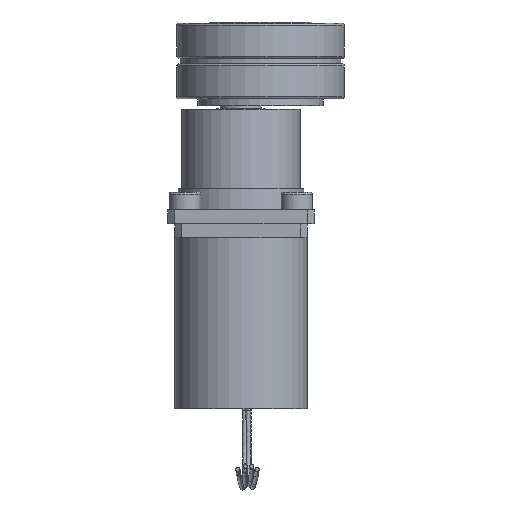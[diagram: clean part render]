
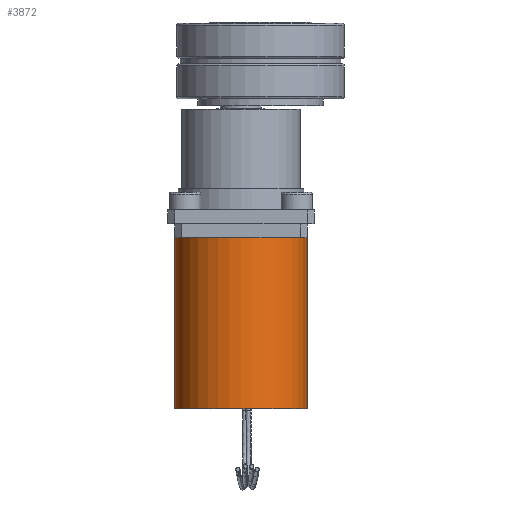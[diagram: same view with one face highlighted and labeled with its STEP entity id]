
A CAD part, front view. The second image highlights one B-rep face of the part: STEP entity #3872.
In plain terms, the highlighted cylindrical face has radius 9.5 mm (diameter 19 mm), a full revolution.
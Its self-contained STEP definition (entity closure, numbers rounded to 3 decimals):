
#322=FACE_BOUND('',#994,.T.);
#681=FACE_OUTER_BOUND('',#993,.T.);
#993=EDGE_LOOP('',(#3219));
#994=EDGE_LOOP('',(#3220,#3221,#3222,#3223));
#1100=CIRCLE('',#3972,9.5);
#1251=CIRCLE('',#4272,9.5);
#1252=CIRCLE('',#4273,9.5);
#1253=CIRCLE('',#4274,9.5);
#1254=CIRCLE('',#4275,9.5);
#1522=VERTEX_POINT('',#6115);
#1791=VERTEX_POINT('',#9260);
#1798=VERTEX_POINT('',#9275);
#1799=VERTEX_POINT('',#9280);
#1800=VERTEX_POINT('',#9282);
#1904=EDGE_CURVE('',#1522,#1522,#1100,.T.);
#2287=EDGE_CURVE('',#1791,#1799,#1251,.T.);
#2288=EDGE_CURVE('',#1800,#1791,#1252,.T.);
#2289=EDGE_CURVE('',#1798,#1800,#1253,.T.);
#2290=EDGE_CURVE('',#1799,#1798,#1254,.T.);
#3219=ORIENTED_EDGE('',*,*,#1904,.T.);
#3220=ORIENTED_EDGE('',*,*,#2287,.F.);
#3221=ORIENTED_EDGE('',*,*,#2288,.F.);
#3222=ORIENTED_EDGE('',*,*,#2289,.F.);
#3223=ORIENTED_EDGE('',*,*,#2290,.F.);
#3471=CYLINDRICAL_SURFACE('',#4271,9.5);
#3872=ADVANCED_FACE('',(#681,#322),#3471,.T.);
#3972=AXIS2_PLACEMENT_3D('',#6116,#4441,#4442);
#4271=AXIS2_PLACEMENT_3D('',#9279,#5083,#5084);
#4272=AXIS2_PLACEMENT_3D('',#9281,#5085,#5086);
#4273=AXIS2_PLACEMENT_3D('',#9283,#5087,#5088);
#4274=AXIS2_PLACEMENT_3D('',#9284,#5089,#5090);
#4275=AXIS2_PLACEMENT_3D('',#9285,#5091,#5092);
#4441=DIRECTION('center_axis',(0.,0.,1.));
#4442=DIRECTION('ref_axis',(1.,0.,0.));
#5083=DIRECTION('center_axis',(0.,0.,-1.));
#5084=DIRECTION('ref_axis',(1.,0.,0.));
#5085=DIRECTION('center_axis',(0.,0.,1.));
#5086=DIRECTION('ref_axis',(1.,0.,0.));
#5087=DIRECTION('center_axis',(0.,0.,1.));
#5088=DIRECTION('ref_axis',(1.,0.,0.));
#5089=DIRECTION('center_axis',(0.,0.,1.));
#5090=DIRECTION('ref_axis',(1.,0.,0.));
#5091=DIRECTION('center_axis',(0.,0.,1.));
#5092=DIRECTION('ref_axis',(1.,0.,0.));
#6115=CARTESIAN_POINT('',(-9.5,0.,-24.5));
#6116=CARTESIAN_POINT('Origin',(0.,0.,-24.5));
#9260=CARTESIAN_POINT('',(-9.5,0.,0.));
#9275=CARTESIAN_POINT('',(9.5,0.,0.));
#9279=CARTESIAN_POINT('Origin',(0.,0.,0.));
#9280=CARTESIAN_POINT('',(0.,-9.5,0.));
#9281=CARTESIAN_POINT('Origin',(0.,0.,0.));
#9282=CARTESIAN_POINT('',(0.,9.5,0.));
#9283=CARTESIAN_POINT('Origin',(0.,0.,0.));
#9284=CARTESIAN_POINT('Origin',(0.,0.,0.));
#9285=CARTESIAN_POINT('Origin',(0.,0.,0.));
